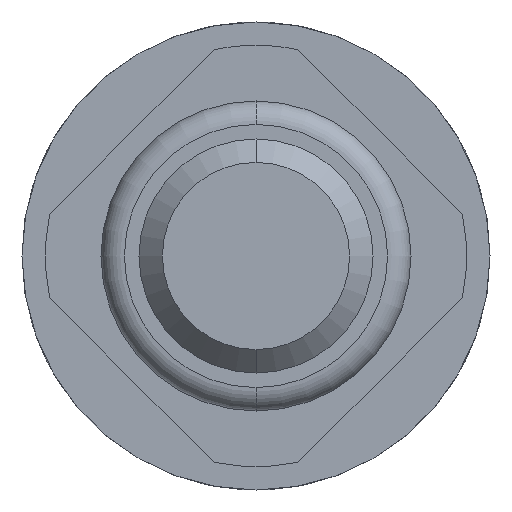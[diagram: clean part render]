
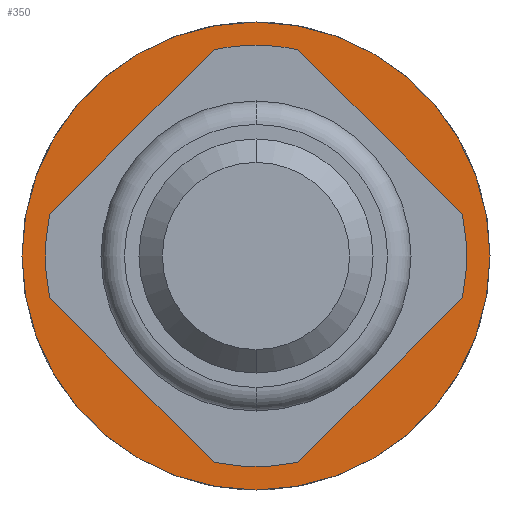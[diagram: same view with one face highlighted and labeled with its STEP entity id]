
A CAD part, front view. The second image highlights one B-rep face of the part: STEP entity #350.
In plain terms, the highlighted planar face has unit normal (0, -1, 0).
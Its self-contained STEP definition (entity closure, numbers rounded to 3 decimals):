
#46 = AXIS2_PLACEMENT_3D ( 'NONE', #2935, #358, #1660 ) ;
#96 = CARTESIAN_POINT ( 'NONE',  ( 0., 5.3, 0. ) ) ;
#97 = DIRECTION ( 'NONE',  ( 0., 0., 1. ) ) ;
#350 = ADVANCED_FACE ( 'Defeature ausgef�hrt2_32', ( #5287, #1028 ), #5447, .F. ) ;
#358 = DIRECTION ( 'NONE',  ( 0., 1., 0. ) ) ;
#519 = DIRECTION ( 'NONE',  ( 0., 1., 0. ) ) ;
#680 = VERTEX_POINT ( 'NONE', #2693 ) ;
#710 = AXIS2_PLACEMENT_3D ( 'NONE', #1951, #3217, #4551 ) ;
#741 = AXIS2_PLACEMENT_3D ( 'NONE', #5055, #1174, #3324 ) ;
#837 = VERTEX_POINT ( 'NONE', #1953 ) ;
#974 = EDGE_LOOP ( 'NONE', ( #4054, #2308 ) ) ;
#1028 = FACE_BOUND ( 'NONE', #974, .T. ) ;
#1095 = ORIENTED_EDGE ( 'NONE', *, *, #1167, .F. ) ;
#1121 = ORIENTED_EDGE ( 'NONE', *, *, #3822, .F. ) ;
#1167 = EDGE_CURVE ( 'Defeature ausgef�hrt2_33+Defeature ausgef�hrt2_32+Defeature ausgef�hrt2_32+Defeature ausgef�hrt2_32', #680, #2039, #2196, .T. ) ;
#1174 = DIRECTION ( 'NONE',  ( 0., 1., 0. ) ) ;
#1567 = EDGE_CURVE ( 'Defeature ausgef�hrt2_32+Defeature ausgef�hrt2_19+Defeature ausgef�hrt2_19+Defeature ausgef�hrt2_19', #2569, #837, #4681, .T. ) ;
#1655 = AXIS2_PLACEMENT_3D ( 'NONE', #4853, #4386, #97 ) ;
#1660 = DIRECTION ( 'NONE',  ( 0., 0., 1. ) ) ;
#1951 = CARTESIAN_POINT ( 'NONE',  ( 0.9, 5.3, 0. ) ) ;
#1953 = CARTESIAN_POINT ( 'NONE',  ( 0., 5.3, 0.9 ) ) ;
#2039 = VERTEX_POINT ( 'NONE', #4365 ) ;
#2196 = CIRCLE ( 'NONE', #741, 2. ) ;
#2308 = ORIENTED_EDGE ( 'NONE', *, *, #1567, .T. ) ;
#2466 = EDGE_LOOP ( 'NONE', ( #1121, #1095 ) ) ;
#2569 = VERTEX_POINT ( 'NONE', #4285 ) ;
#2671 = DIRECTION ( 'NONE',  ( 0., 0., 1. ) ) ;
#2693 = CARTESIAN_POINT ( 'NONE',  ( 0., 5.3, -2. ) ) ;
#2935 = CARTESIAN_POINT ( 'NONE',  ( 0., 5.3, 0. ) ) ;
#2963 = CIRCLE ( 'NONE', #46, 0.9 ) ;
#3217 = DIRECTION ( 'NONE',  ( 0., 1., 0. ) ) ;
#3324 = DIRECTION ( 'NONE',  ( 0., 0., 1. ) ) ;
#3768 = CIRCLE ( 'NONE', #3931, 2. ) ;
#3822 = EDGE_CURVE ( 'Defeature ausgef�hrt2_33+Defeature ausgef�hrt2_32+Defeature ausgef�hrt2_32+Defeature ausgef�hrt2_32', #2039, #680, #3768, .T. ) ;
#3931 = AXIS2_PLACEMENT_3D ( 'NONE', #96, #519, #2671 ) ;
#4054 = ORIENTED_EDGE ( 'NONE', *, *, #5165, .T. ) ;
#4285 = CARTESIAN_POINT ( 'NONE',  ( 0., 5.3, -0.9 ) ) ;
#4365 = CARTESIAN_POINT ( 'NONE',  ( 0., 5.3, 2. ) ) ;
#4386 = DIRECTION ( 'NONE',  ( 0., 1., 0. ) ) ;
#4551 = DIRECTION ( 'NONE',  ( 0., 0., 1. ) ) ;
#4681 = CIRCLE ( 'NONE', #1655, 0.9 ) ;
#4853 = CARTESIAN_POINT ( 'NONE',  ( 0., 5.3, 0. ) ) ;
#5055 = CARTESIAN_POINT ( 'NONE',  ( 0., 5.3, 0. ) ) ;
#5165 = EDGE_CURVE ( 'Defeature ausgef�hrt2_32+Defeature ausgef�hrt2_19+Defeature ausgef�hrt2_19+Defeature ausgef�hrt2_19', #837, #2569, #2963, .T. ) ;
#5287 = FACE_OUTER_BOUND ( 'NONE', #2466, .T. ) ;
#5447 = PLANE ( 'NONE',  #710 ) ;
